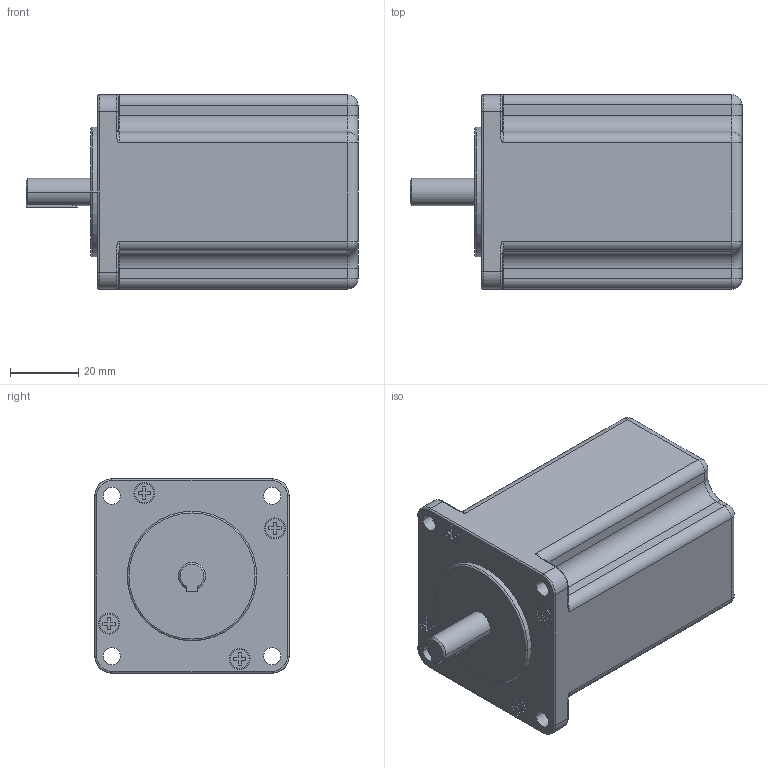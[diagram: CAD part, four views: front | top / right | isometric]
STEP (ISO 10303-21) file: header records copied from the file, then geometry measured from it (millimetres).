
FILE_DESCRIPTION((''),'2;1');
FILE_NAME('44','2017-04-07T',('Administrator'),(''),'PRO/ENGINEER BY PARAMETRIC TECHNOLOGY CORPORATION, 2010100','PRO/ENGINEER BY PARAMETRIC TECHNOLOGY CORPORATION, 2010100','');
FILE_SCHEMA(('CONFIG_CONTROL_DESIGN'));
Length unit declared in the file: millimetre
Products named in the file (1): 44
Bounding box: 97.4 x 57 x 57 mm (x, y, z)
Volume: 216782 mm3; surface area: 23187.3 mm2
Topology: 1 solids, 1 shells, 195 faces, 463 edges, 284 vertices
Faces by surface type: plane 83, cylinder 77, torus 18, bspline 8, sphere 8, cone 1
Entity records: 7402 total; most frequent: CARTESIAN_POINT 2788, DIRECTION 985, ORIENTED_EDGE 926, EDGE_CURVE 463, AXIS2_PLACEMENT_3D 354, VERTEX_POINT 284, VECTOR 277, LINE 277
